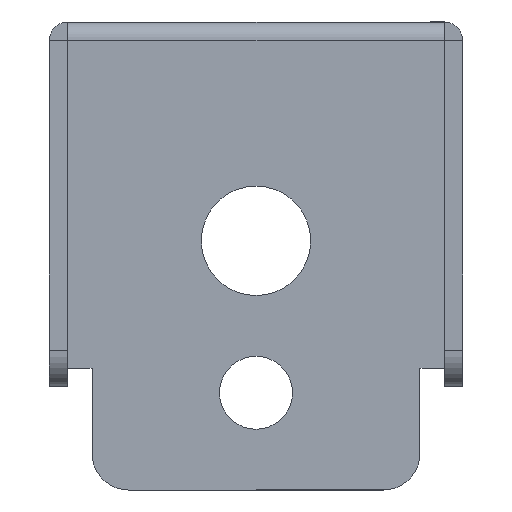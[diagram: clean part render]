
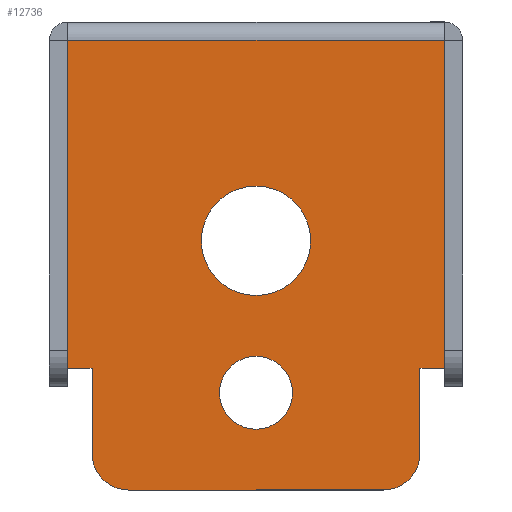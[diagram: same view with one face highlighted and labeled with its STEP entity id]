
A CAD part, left-side view. The second image highlights one B-rep face of the part: STEP entity #12736.
In plain terms, the highlighted planar face has unit normal (-1, 0, 0).
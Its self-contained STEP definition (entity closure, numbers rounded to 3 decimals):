
#417 = EDGE_CURVE ( 'NONE', #10629, #10682, #7857, .T. ) ;
#435 = CARTESIAN_POINT ( 'NONE',  ( -249.5, 0., -16.5 ) ) ;
#446 = DIRECTION ( 'NONE',  ( -1., 0., 0. ) ) ;
#447 = DIRECTION ( 'NONE',  ( 0., 0., 1. ) ) ;
#1572 = CARTESIAN_POINT ( 'NONE',  ( -249.5, -15.49, 0. ) ) ;
#1578 = DIRECTION ( 'NONE',  ( 0., 0., 1. ) ) ;
#1579 = CARTESIAN_POINT ( 'NONE',  ( -249.5, -10.49, -34. ) ) ;
#1580 = DIRECTION ( 'NONE',  ( -1., 0., 0. ) ) ;
#1581 = DIRECTION ( 'NONE',  ( 0., 0., -1. ) ) ;
#1582 = CARTESIAN_POINT ( 'NONE',  ( -249.5, -13.49, -37. ) ) ;
#1583 = CARTESIAN_POINT ( 'NONE',  ( -249.5, 15.49, -0.01 ) ) ;
#1584 = DIRECTION ( 'NONE',  ( 0., -1., 0. ) ) ;
#1587 = CARTESIAN_POINT ( 'NONE',  ( -249.5, 15.49, -27. ) ) ;
#1588 = DIRECTION ( 'NONE',  ( 0., 0., -1. ) ) ;
#1589 = CARTESIAN_POINT ( 'NONE',  ( -249.5, -13.49, -37. ) ) ;
#1590 = DIRECTION ( 'NONE',  ( 0., 0., 1. ) ) ;
#1593 = CARTESIAN_POINT ( 'NONE',  ( -249.5, 10.49, -34. ) ) ;
#1596 = CARTESIAN_POINT ( 'NONE',  ( -249.5, 0., -16.5 ) ) ;
#1597 = DIRECTION ( 'NONE',  ( 0., 1., 0. ) ) ;
#1598 = CARTESIAN_POINT ( 'NONE',  ( -249.5, 13.49, -37. ) ) ;
#1599 = DIRECTION ( 'NONE',  ( -1., 0., 0. ) ) ;
#1600 = DIRECTION ( 'NONE',  ( 0., 0., 1. ) ) ;
#1601 = CARTESIAN_POINT ( 'NONE',  ( -249.5, 0., -29. ) ) ;
#1602 = DIRECTION ( 'NONE',  ( -1., 0., 0. ) ) ;
#1603 = DIRECTION ( 'NONE',  ( 0., 0., 1. ) ) ;
#1605 = DIRECTION ( 'NONE',  ( 0., 0., 1. ) ) ;
#1610 = DIRECTION ( 'NONE',  ( -1., 0., 0. ) ) ;
#1611 = DIRECTION ( 'NONE',  ( 0., 0., -1. ) ) ;
#2129 = CARTESIAN_POINT ( 'NONE',  ( -249.5, -10.49, -37. ) ) ;
#2135 = CARTESIAN_POINT ( 'NONE',  ( -249.5, -13.49, -34. ) ) ;
#2139 = CARTESIAN_POINT ( 'NONE',  ( -249.5, 13.49, -34. ) ) ;
#2141 = CARTESIAN_POINT ( 'NONE',  ( -249.5, 15.49, -0.01 ) ) ;
#2153 = CARTESIAN_POINT ( 'NONE',  ( -249.5, 10.49, -37. ) ) ;
#2172 = CARTESIAN_POINT ( 'NONE',  ( -249.5, -15.49, -0.01 ) ) ;
#2714 = CARTESIAN_POINT ( 'NONE',  ( -249.5, 0., -32. ) ) ;
#2738 = CARTESIAN_POINT ( 'NONE',  ( -249.5, -15.49, -27. ) ) ;
#2762 = CARTESIAN_POINT ( 'NONE',  ( -249.5, 0., -21. ) ) ;
#2791 = CARTESIAN_POINT ( 'NONE',  ( -249.5, 0., -26. ) ) ;
#2810 = CARTESIAN_POINT ( 'NONE',  ( -249.5, 15.49, -27. ) ) ;
#2814 = CARTESIAN_POINT ( 'NONE',  ( -249.5, -13.49, -27. ) ) ;
#2815 = CARTESIAN_POINT ( 'NONE',  ( -249.5, 0., -12. ) ) ;
#2818 = CARTESIAN_POINT ( 'NONE',  ( -249.5, 13.49, -27. ) ) ;
#3077 = CARTESIAN_POINT ( 'NONE',  ( -249.5, 0., -29. ) ) ;
#3083 = DIRECTION ( 'NONE',  ( -1., 0., 0. ) ) ;
#3084 = DIRECTION ( 'NONE',  ( 0., 0., 1. ) ) ;
#3133 = CARTESIAN_POINT ( 'NONE',  ( -249.5, -15.49, -27. ) ) ;
#3134 = DIRECTION ( 'NONE',  ( 0., -1., 0. ) ) ;
#3137 = CARTESIAN_POINT ( 'NONE',  ( -249.5, -15.49, -27. ) ) ;
#3138 = DIRECTION ( 'NONE',  ( 0., -1., 0. ) ) ;
#3842 = AXIS2_PLACEMENT_3D ( 'NONE', #435, #446, #447 ) ;
#3923 = AXIS2_PLACEMENT_3D ( 'NONE', #1579, #1580, #1581 ) ;
#3924 = AXIS2_PLACEMENT_3D ( 'NONE', #1601, #1602, #1603 ) ;
#3928 = AXIS2_PLACEMENT_3D ( 'NONE', #1593, #1610, #1611 ) ;
#3929 = AXIS2_PLACEMENT_3D ( 'NONE', #1596, #1599, #1600 ) ;
#5247 = CARTESIAN_POINT ( 'NONE',  ( -249.5, 15.49, 0. ) ) ;
#5252 = PLANE ( 'NONE',  #9178 ) ;
#5253 = DIRECTION ( 'NONE',  ( 1., 0., 0. ) ) ;
#5254 = DIRECTION ( 'NONE',  ( 0., 0., -1. ) ) ;
#7024 = CIRCLE ( 'NONE', #11564, 3. ) ;
#7062 = LINE ( 'NONE', #3133, #7063 ) ;
#7063 = VECTOR ( 'NONE', #3134, 1000. ) ;
#7066 = LINE ( 'NONE', #3137, #7067 ) ;
#7067 = VECTOR ( 'NONE', #3138, 1000. ) ;
#7442 = FACE_BOUND ( 'NONE', #12328, .T. ) ;
#7448 = FACE_BOUND ( 'NONE', #12457, .T. ) ;
#7450 = FACE_OUTER_BOUND ( 'NONE', #12473, .T. ) ;
#7857 = CIRCLE ( 'NONE', #3842, 4.5 ) ;
#8600 = EDGE_CURVE ( 'NONE', #10605, #10317, #11757, .T. ) ;
#8601 = EDGE_CURVE ( 'NONE', #10273, #10279, #11762, .T. ) ;
#8602 = EDGE_CURVE ( 'NONE', #10285, #10317, #11751, .T. ) ;
#8604 = EDGE_CURVE ( 'NONE', #10285, #10677, #11765, .T. ) ;
#8605 = EDGE_CURVE ( 'NONE', #10279, #10681, #11767, .T. ) ;
#8608 = EDGE_CURVE ( 'NONE', #10273, #10297, #11771, .T. ) ;
#8609 = EDGE_CURVE ( 'NONE', #10682, #10629, #11774, .T. ) ;
#8610 = EDGE_CURVE ( 'NONE', #10658, #10581, #11776, .T. ) ;
#8611 = EDGE_CURVE ( 'NONE', #10283, #10685, #11775, .T. ) ;
#8613 = EDGE_CURVE ( 'NONE', #10283, #10297, #11780, .T. ) ;
#9178 = AXIS2_PLACEMENT_3D ( 'NONE', #5247, #5253, #5254 ) ;
#10273 = VERTEX_POINT ( 'NONE', #2129 ) ;
#10279 = VERTEX_POINT ( 'NONE', #2135 ) ;
#10283 = VERTEX_POINT ( 'NONE', #2139 ) ;
#10285 = VERTEX_POINT ( 'NONE', #2141 ) ;
#10297 = VERTEX_POINT ( 'NONE', #2153 ) ;
#10317 = VERTEX_POINT ( 'NONE', #2172 ) ;
#10581 = VERTEX_POINT ( 'NONE', #2714 ) ;
#10605 = VERTEX_POINT ( 'NONE', #2738 ) ;
#10629 = VERTEX_POINT ( 'NONE', #2762 ) ;
#10658 = VERTEX_POINT ( 'NONE', #2791 ) ;
#10677 = VERTEX_POINT ( 'NONE', #2810 ) ;
#10681 = VERTEX_POINT ( 'NONE', #2814 ) ;
#10682 = VERTEX_POINT ( 'NONE', #2815 ) ;
#10685 = VERTEX_POINT ( 'NONE', #2818 ) ;
#11369 = ORIENTED_EDGE ( 'NONE', *, *, #8611, .F. ) ;
#11371 = ORIENTED_EDGE ( 'NONE', *, *, #8613, .T. ) ;
#11373 = ORIENTED_EDGE ( 'NONE', *, *, #11604, .T. ) ;
#11374 = ORIENTED_EDGE ( 'NONE', *, *, #8604, .T. ) ;
#11375 = ORIENTED_EDGE ( 'NONE', *, *, #8602, .F. ) ;
#11376 = ORIENTED_EDGE ( 'NONE', *, *, #8600, .T. ) ;
#11377 = ORIENTED_EDGE ( 'NONE', *, *, #11602, .T. ) ;
#11378 = ORIENTED_EDGE ( 'NONE', *, *, #8605, .T. ) ;
#11379 = ORIENTED_EDGE ( 'NONE', *, *, #8601, .T. ) ;
#11380 = ORIENTED_EDGE ( 'NONE', *, *, #8608, .F. ) ;
#11381 = ORIENTED_EDGE ( 'NONE', *, *, #11579, .F. ) ;
#11382 = ORIENTED_EDGE ( 'NONE', *, *, #8610, .F. ) ;
#11383 = ORIENTED_EDGE ( 'NONE', *, *, #417, .F. ) ;
#11384 = ORIENTED_EDGE ( 'NONE', *, *, #8609, .F. ) ;
#11564 = AXIS2_PLACEMENT_3D ( 'NONE', #3077, #3083, #3084 ) ;
#11579 = EDGE_CURVE ( 'NONE', #10581, #10658, #7024, .T. ) ;
#11602 = EDGE_CURVE ( 'NONE', #10681, #10605, #7062, .T. ) ;
#11604 = EDGE_CURVE ( 'NONE', #10677, #10685, #7066, .T. ) ;
#11751 = LINE ( 'NONE', #1583, #11756 ) ;
#11755 = VECTOR ( 'NONE', #1578, 1000. ) ;
#11756 = VECTOR ( 'NONE', #1584, 1000. ) ;
#11757 = LINE ( 'NONE', #1572, #11755 ) ;
#11759 = VECTOR ( 'NONE', #1597, 1000. ) ;
#11762 = CIRCLE ( 'NONE', #3923, 3. ) ;
#11765 = LINE ( 'NONE', #1587, #11766 ) ;
#11766 = VECTOR ( 'NONE', #1588, 1000. ) ;
#11767 = LINE ( 'NONE', #1589, #11768 ) ;
#11768 = VECTOR ( 'NONE', #1590, 1000. ) ;
#11771 = LINE ( 'NONE', #1582, #11759 ) ;
#11773 = VECTOR ( 'NONE', #1605, 1000. ) ;
#11774 = CIRCLE ( 'NONE', #3929, 4.5 ) ;
#11775 = LINE ( 'NONE', #1598, #11773 ) ;
#11776 = CIRCLE ( 'NONE', #3924, 3. ) ;
#11780 = CIRCLE ( 'NONE', #3928, 3. ) ;
#12328 = EDGE_LOOP ( 'NONE', ( #11384, #11383 ) ) ;
#12457 = EDGE_LOOP ( 'NONE', ( #11382, #11381 ) ) ;
#12473 = EDGE_LOOP ( 'NONE', ( #11380, #11379, #11378, #11377, #11376, #11375, #11374, #11373, #11369, #11371 ) ) ;
#12736 = ADVANCED_FACE ( 'NONE', ( #7442, #7448, #7450 ), #5252, .F. ) ;
